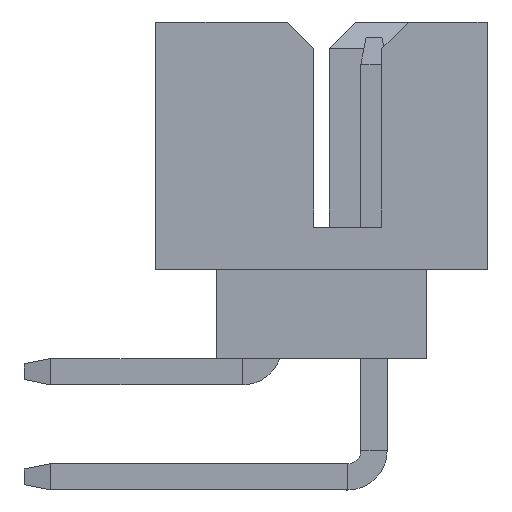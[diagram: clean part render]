
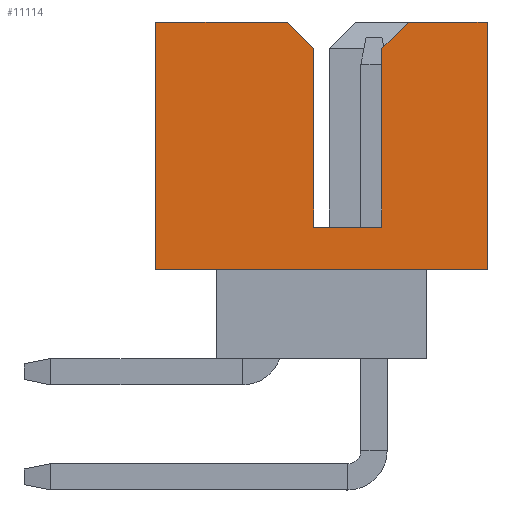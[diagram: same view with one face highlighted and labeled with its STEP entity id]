
A CAD part, left-side view. The second image highlights one B-rep face of the part: STEP entity #11114.
In plain terms, the highlighted planar face has unit normal (-1, 0, 0).
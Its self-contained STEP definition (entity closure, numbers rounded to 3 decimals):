
#8709=CARTESIAN_POINT('',(-11.325,3.15,-0.8));
#8710=VERTEX_POINT('',#8709);
#8717=CARTESIAN_POINT('',(-11.325,3.15,3.9));
#8718=VERTEX_POINT('',#8717);
#8719=CARTESIAN_POINT('',(-11.325,3.15,-0.8));
#8720=DIRECTION('',(0.,0.,1.));
#8721=VECTOR('',#8720,4.7);
#8722=LINE('',#8719,#8721);
#8723=EDGE_CURVE('',#8710,#8718,#8722,.T.);
#8743=CARTESIAN_POINT('',(-11.325,0.65,3.9));
#8744=VERTEX_POINT('',#8743);
#8745=CARTESIAN_POINT('',(-11.325,3.15,3.9));
#8746=DIRECTION('',(0.,-1.,0.));
#8747=VECTOR('',#8746,2.5);
#8748=LINE('',#8745,#8747);
#8749=EDGE_CURVE('',#8718,#8744,#8748,.T.);
#8823=CARTESIAN_POINT('',(-11.325,-3.15,-0.8));
#8824=VERTEX_POINT('',#8823);
#8831=CARTESIAN_POINT('',(-11.325,-3.15,-0.8));
#8832=DIRECTION('',(0.,1.,0.));
#8833=VECTOR('',#8832,6.3);
#8834=LINE('',#8831,#8833);
#8835=EDGE_CURVE('',#8824,#8710,#8834,.T.);
#9308=CARTESIAN_POINT('',(-11.325,0.15,0.));
#9309=VERTEX_POINT('',#9308);
#9316=CARTESIAN_POINT('',(-11.325,-1.15,0.));
#9317=VERTEX_POINT('',#9316);
#9318=CARTESIAN_POINT('',(-11.325,0.15,0.));
#9319=DIRECTION('',(0.,-1.,0.));
#9320=VECTOR('',#9319,1.3);
#9321=LINE('',#9318,#9320);
#9322=EDGE_CURVE('',#9309,#9317,#9321,.T.);
#10209=CARTESIAN_POINT('',(-11.325,-3.15,3.9));
#10210=VERTEX_POINT('',#10209);
#10217=CARTESIAN_POINT('',(-11.325,-3.15,3.9));
#10218=DIRECTION('',(0.,0.,-1.));
#10219=VECTOR('',#10218,4.7);
#10220=LINE('',#10217,#10219);
#10221=EDGE_CURVE('',#10210,#8824,#10220,.T.);
#11056=CARTESIAN_POINT('',(-11.325,0.15,3.4));
#11057=VERTEX_POINT('',#11056);
#11064=CARTESIAN_POINT('',(-11.325,0.15,3.4));
#11065=DIRECTION('',(0.,0.,-1.));
#11066=VECTOR('',#11065,3.4);
#11067=LINE('',#11064,#11066);
#11068=EDGE_CURVE('',#11057,#9309,#11067,.T.);
#11073=CARTESIAN_POINT('',(-11.325,0.,0.7));
#11074=DIRECTION('',(0.,-1.,0.));
#11075=DIRECTION('',(-1.,0.,0.));
#11076=AXIS2_PLACEMENT_3D('',#11073,#11075,#11074);
#11077=PLANE('',#11076);
#11078=ORIENTED_EDGE('',*,*,#8723,.F.);
#11079=ORIENTED_EDGE('',*,*,#8835,.F.);
#11080=ORIENTED_EDGE('',*,*,#10221,.F.);
#11081=CARTESIAN_POINT('',(-11.325,-1.65,3.9));
#11082=VERTEX_POINT('',#11081);
#11083=CARTESIAN_POINT('',(-11.325,-3.15,3.9));
#11084=DIRECTION('',(0.,1.,0.));
#11085=VECTOR('',#11084,1.5);
#11086=LINE('',#11083,#11085);
#11087=EDGE_CURVE('',#10210,#11082,#11086,.T.);
#11088=ORIENTED_EDGE('',*,*,#11087,.T.);
#11089=CARTESIAN_POINT('',(-11.325,-1.15,3.4));
#11090=VERTEX_POINT('',#11089);
#11091=CARTESIAN_POINT('',(-11.325,-1.65,3.9));
#11092=DIRECTION('',(0.,0.707,-0.707));
#11093=VECTOR('',#11092,0.707);
#11094=LINE('',#11091,#11093);
#11095=EDGE_CURVE('',#11082,#11090,#11094,.T.);
#11096=ORIENTED_EDGE('',*,*,#11095,.T.);
#11097=CARTESIAN_POINT('',(-11.325,-1.15,3.4));
#11098=DIRECTION('',(0.,0.,-1.));
#11099=VECTOR('',#11098,3.4);
#11100=LINE('',#11097,#11099);
#11101=EDGE_CURVE('',#11090,#9317,#11100,.T.);
#11102=ORIENTED_EDGE('',*,*,#11101,.T.);
#11103=ORIENTED_EDGE('',*,*,#9322,.F.);
#11104=ORIENTED_EDGE('',*,*,#11068,.F.);
#11105=CARTESIAN_POINT('',(-11.325,0.15,3.4));
#11106=DIRECTION('',(0.,0.707,0.707));
#11107=VECTOR('',#11106,0.707);
#11108=LINE('',#11105,#11107);
#11109=EDGE_CURVE('',#11057,#8744,#11108,.T.);
#11110=ORIENTED_EDGE('',*,*,#11109,.T.);
#11111=ORIENTED_EDGE('',*,*,#8749,.F.);
#11112=EDGE_LOOP('',(#11078,#11079,#11080,#11088,#11096,#11102,#11103,#11104,#11110,#11111));
#11113=FACE_OUTER_BOUND('',#11112,.T.);
#11114=ADVANCED_FACE('',(#11113),#11077,.T.);
